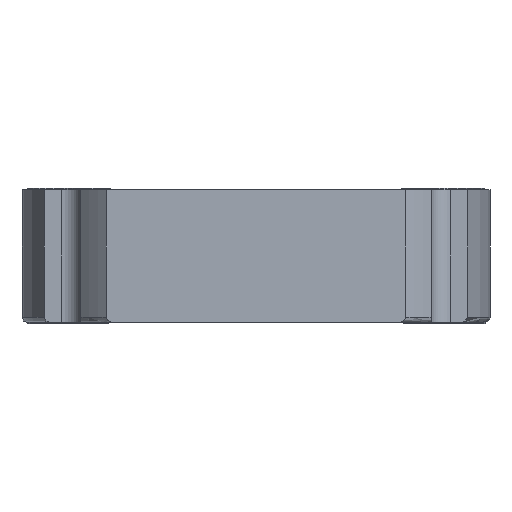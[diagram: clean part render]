
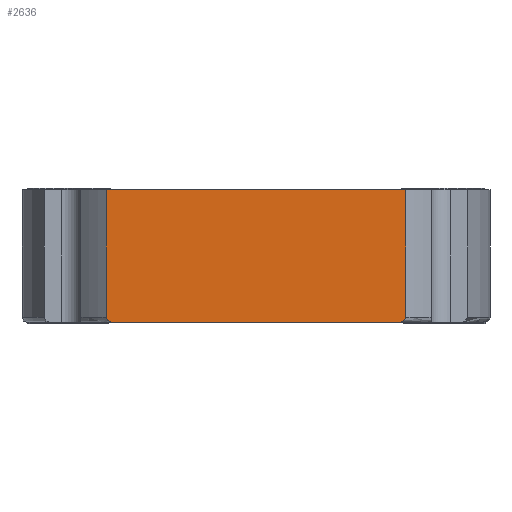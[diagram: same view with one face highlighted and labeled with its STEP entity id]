
A CAD part, front view. The second image highlights one B-rep face of the part: STEP entity #2636.
In plain terms, the highlighted planar face has unit normal (0, -1, 0).
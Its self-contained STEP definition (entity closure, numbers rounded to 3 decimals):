
#24 = DIRECTION ( 'NONE',  ( 0., 0., -1. ) ) ;
#206 = CARTESIAN_POINT ( 'NONE',  ( -15.217, -18.3, 5.1 ) ) ;
#285 = ORIENTED_EDGE ( 'NONE', *, *, #5109, .T. ) ;
#296 = VERTEX_POINT ( 'NONE', #206 ) ;
#321 = CARTESIAN_POINT ( 'NONE',  ( 15.217, -18.3, -7.9 ) ) ;
#334 = EDGE_CURVE ( 'NONE', #5225, #4516, #4164, .T. ) ;
#483 = CARTESIAN_POINT ( 'NONE',  ( -15.217, -18.3, -7.9 ) ) ;
#616 = CARTESIAN_POINT ( 'NONE',  ( 15.217, -18.3, -7.9 ) ) ;
#766 = CARTESIAN_POINT ( 'NONE',  ( -15.217, -18.3, -8.4 ) ) ;
#986 = EDGE_LOOP ( 'NONE', ( #3569, #285, #4559, #1908, #3707, #4786 ) ) ;
#997 = DIRECTION ( 'NONE',  ( 0., 0., -1. ) ) ;
#1070 = CARTESIAN_POINT ( 'NONE',  ( -14.997, -18.3, -8.253 ) ) ;
#1122 = CARTESIAN_POINT ( 'NONE',  ( -14.422, -18.3, -8.4 ) ) ;
#1175 = CARTESIAN_POINT ( 'NONE',  ( 14.593, -18.3, -8.392 ) ) ;
#1314 = VECTOR ( 'NONE', #3724, 1000. ) ;
#1400 = VERTEX_POINT ( 'NONE', #4047 ) ;
#1447 = CARTESIAN_POINT ( 'NONE',  ( -15.217, -18.3, -7.987 ) ) ;
#1526 = CARTESIAN_POINT ( 'NONE',  ( -14.422, -18.3, -8.4 ) ) ;
#1566 = LINE ( 'NONE', #5401, #1815 ) ;
#1575 = CARTESIAN_POINT ( 'NONE',  ( 14.422, -18.3, -8.4 ) ) ;
#1593 = CARTESIAN_POINT ( 'NONE',  ( 14.508, -18.3, -8.4 ) ) ;
#1642 = CARTESIAN_POINT ( 'NONE',  ( 14.996, -18.3, -8.253 ) ) ;
#1679 = CARTESIAN_POINT ( 'NONE',  ( 15.217, -18.3, -7.987 ) ) ;
#1815 = VECTOR ( 'NONE', #997, 1000. ) ;
#1870 = CARTESIAN_POINT ( 'NONE',  ( -15.068, -18.3, -8.202 ) ) ;
#1908 = ORIENTED_EDGE ( 'NONE', *, *, #2470, .F. ) ;
#1956 = EDGE_CURVE ( 'NONE', #4516, #1400, #4509, .T. ) ;
#2209 = EDGE_CURVE ( 'NONE', #3898, #2836, #1566, .T. ) ;
#2470 = EDGE_CURVE ( 'NONE', #296, #3898, #5098, .T. ) ;
#2478 = CARTESIAN_POINT ( 'NONE',  ( 15.068, -18.3, -8.202 ) ) ;
#2495 = DIRECTION ( 'NONE',  ( -1., 0., 0. ) ) ;
#2511 = CARTESIAN_POINT ( 'NONE',  ( -15.217, -18.3, 5.1 ) ) ;
#2577 = EDGE_CURVE ( 'NONE', #296, #5225, #4777, .T. ) ;
#2636 = ADVANCED_FACE ( 'NONE', ( #4896 ), #3745, .F. ) ;
#2767 = CARTESIAN_POINT ( 'NONE',  ( -15.18, -18.3, -8.069 ) ) ;
#2836 = VERTEX_POINT ( 'NONE', #616 ) ;
#2960 = CARTESIAN_POINT ( 'NONE',  ( -15.217, -18.3, 5.1 ) ) ;
#3379 = DIRECTION ( 'NONE',  ( 0., 1., 0. ) ) ;
#3439 = AXIS2_PLACEMENT_3D ( 'NONE', #2960, #3379, #2495 ) ;
#3569 = ORIENTED_EDGE ( 'NONE', *, *, #1956, .T. ) ;
#3671 = CARTESIAN_POINT ( 'NONE',  ( 14.76, -18.3, -8.357 ) ) ;
#3707 = ORIENTED_EDGE ( 'NONE', *, *, #2577, .T. ) ;
#3718 = VECTOR ( 'NONE', #24, 1000. ) ;
#3724 = DIRECTION ( 'NONE',  ( 1., 0., 0. ) ) ;
#3745 = PLANE ( 'NONE',  #3439 ) ;
#3898 = VERTEX_POINT ( 'NONE', #5350 ) ;
#4013 = CARTESIAN_POINT ( 'NONE',  ( -14.767, -18.3, -8.368 ) ) ;
#4047 = CARTESIAN_POINT ( 'NONE',  ( 14.422, -18.3, -8.4 ) ) ;
#4125 = CARTESIAN_POINT ( 'NONE',  ( 14.843, -18.3, -8.33 ) ) ;
#4164 = B_SPLINE_CURVE_WITH_KNOTS ( 'NONE', 3,
 ( #4813, #1447, #2767, #1870, #1070, #4013, #4372, #1526 ),
 .UNSPECIFIED., .F., .F.,
 ( 4, 2, 2, 4 ),
 ( 0., 0., 0.001, 0.001 ),
 .UNSPECIFIED. ) ;
#4372 = CARTESIAN_POINT ( 'NONE',  ( -14.595, -18.3, -8.4 ) ) ;
#4430 = DIRECTION ( 'NONE',  ( 1., 0., 0. ) ) ;
#4509 = LINE ( 'NONE', #766, #5407 ) ;
#4516 = VERTEX_POINT ( 'NONE', #1122 ) ;
#4545 = CARTESIAN_POINT ( 'NONE',  ( 15.179, -18.3, -8.071 ) ) ;
#4559 = ORIENTED_EDGE ( 'NONE', *, *, #2209, .F. ) ;
#4616 = B_SPLINE_CURVE_WITH_KNOTS ( 'NONE', 3,
 ( #1575, #1593, #1175, #3671, #4125, #1642, #2478, #4545, #1679, #321 ),
 .UNSPECIFIED., .F., .F.,
 ( 4, 2, 2, 2, 4 ),
 ( 0., 0., 0.001, 0.001, 0.001 ),
 .UNSPECIFIED. ) ;
#4777 = LINE ( 'NONE', #2511, #3718 ) ;
#4786 = ORIENTED_EDGE ( 'NONE', *, *, #334, .T. ) ;
#4813 = CARTESIAN_POINT ( 'NONE',  ( -15.217, -18.3, -7.9 ) ) ;
#4896 = FACE_OUTER_BOUND ( 'NONE', #986, .T. ) ;
#5098 = LINE ( 'NONE', #5239, #1314 ) ;
#5109 = EDGE_CURVE ( 'NONE', #1400, #2836, #4616, .T. ) ;
#5225 = VERTEX_POINT ( 'NONE', #483 ) ;
#5239 = CARTESIAN_POINT ( 'NONE',  ( -15.217, -18.3, 5.1 ) ) ;
#5350 = CARTESIAN_POINT ( 'NONE',  ( 15.217, -18.3, 5.1 ) ) ;
#5401 = CARTESIAN_POINT ( 'NONE',  ( 15.217, -18.3, 5.1 ) ) ;
#5407 = VECTOR ( 'NONE', #4430, 1000. ) ;
